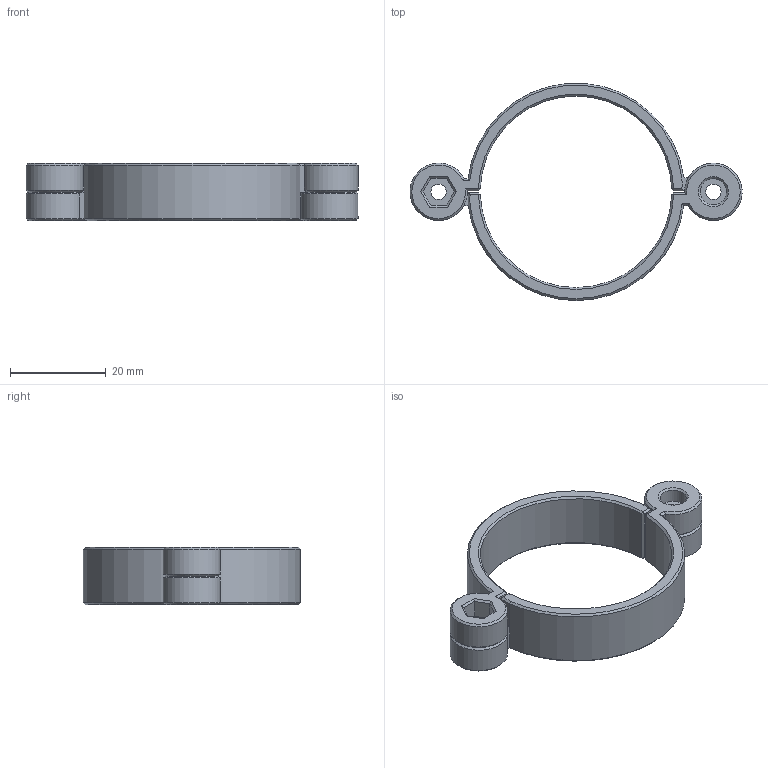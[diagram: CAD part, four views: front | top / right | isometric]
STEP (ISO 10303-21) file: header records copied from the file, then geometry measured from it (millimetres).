
FILE_DESCRIPTION(('FreeCAD Model'),'2;1');
FILE_NAME('pipe_cutting_guide.step','2020-07-21T14:21:29',('Author'),(''), 'Open CASCADE STEP processor 7.3','FreeCAD','Unknown');
FILE_SCHEMA(('AUTOMOTIVE_DESIGN { 1 0 10303 214 1 1 1 1 }'));
Length unit declared in the file: millimetre
Products named in the file (3): Pipe_Cutting_Guide; Nut_Half; Bolt_Half
Assembly tree (2 placements, depth 2):
  Pipe_Cutting_Guide
    Nut_Half
    Bolt_Half
Bounding box: 69.32 x 45.33 x 12 mm (x, y, z)
Volume: 6498.3 mm3; surface area: 5822.3 mm2
Topology: 2 solids, 2 shells, 116 faces, 270 edges, 162 vertices
Faces by surface type: plane 68, cone 30, cylinder 18
Full cylindrical faces by diameter (mm): 3.2 x4, 5.5 x2
Entity records: 7128 total; most frequent: CARTESIAN_POINT 1519, DIRECTION 1086, LINE 600, VECTOR 600, ORIENTED_EDGE 540, PCURVE 540, DEFINITIONAL_REPRESENTATION 540, EDGE_CURVE 270
